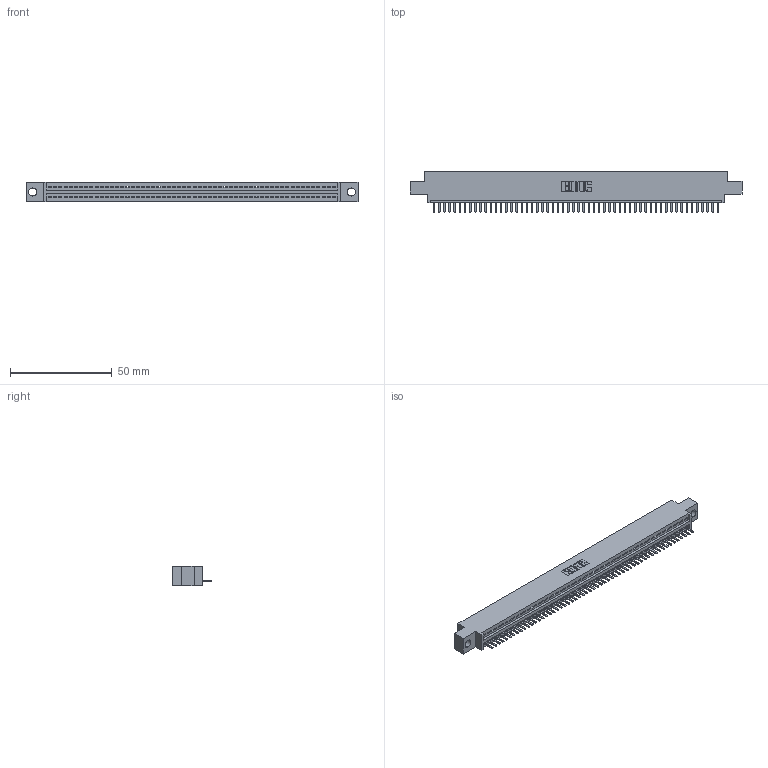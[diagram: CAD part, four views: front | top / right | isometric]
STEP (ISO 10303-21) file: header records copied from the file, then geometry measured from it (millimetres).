
FILE_DESCRIPTION (( 'STEP AP203' ), '1' );
FILE_NAME ('395-056-520-604.STEP', '2021-05-31T21:37:14', ( '' ), ( '' ), 'SwSTEP 2.0', 'SolidWorks 2020', '' );
FILE_SCHEMA (( 'CONFIG_CONTROL_DESIGN' ));
Length unit declared in the file: inch
Products named in the file (3): 345 Part_0.170 Offset - 0.156 Dia-TI; 345-292-001_345-293-120; 395-056-520-604
Assembly tree (57 placements, depth 2):
  395-056-520-604
    345 Part_0.170 Offset - 0.156 Dia-TI
    345-292-001_345-293-120  x56
Bounding box: 163.45 x 19.68 x 9.4 mm (x, y, z)
Volume: 15258.8 mm3; surface area: 19909.9 mm2
Topology: 57 solids, 57 shells, 3616 faces, 10693 edges, 6978 vertices
Faces by surface type: plane 2450, cylinder 1166
Entity records: 40927 total; most frequent: CARTESIAN_POINT 7110, ORIENTED_EDGE 7086, DIRECTION 6175, EDGE_CURVE 3543, LINE 3183, VECTOR 3183, VERTEX_POINT 2358, AXIS2_PLACEMENT_3D 1496
